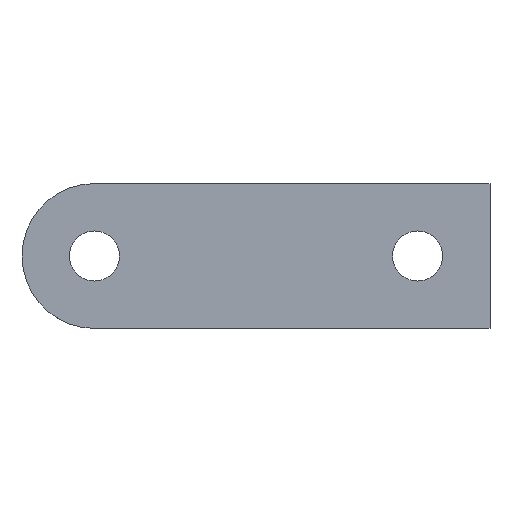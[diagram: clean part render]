
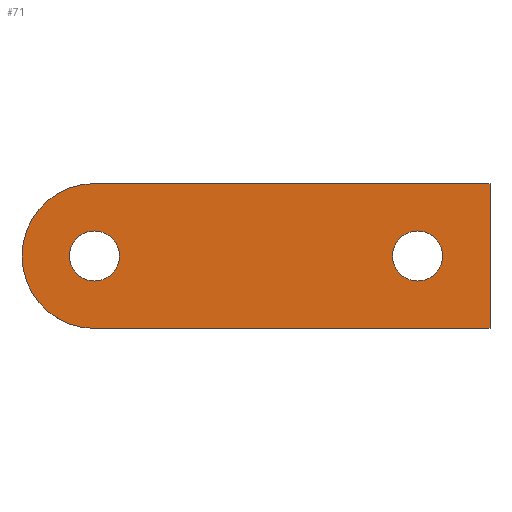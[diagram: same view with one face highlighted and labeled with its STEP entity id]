
A CAD part, top view. The second image highlights one B-rep face of the part: STEP entity #71.
In plain terms, the highlighted planar face has unit normal (0, 0, 1).
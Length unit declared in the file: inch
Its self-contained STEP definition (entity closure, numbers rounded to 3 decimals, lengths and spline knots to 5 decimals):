
#71=ADVANCED_FACE('',(#131,#132,#133),#134,.T.);
#131=FACE_BOUND('',#187,.T.);
#132=FACE_BOUND('',#188,.T.);
#133=FACE_OUTER_BOUND('',#189,.T.);
#134=PLANE('',#190);
#187=EDGE_LOOP('',(#287,#288));
#188=EDGE_LOOP('',(#289,#290));
#189=EDGE_LOOP('',(#291,#292,#293,#294,#295));
#190=AXIS2_PLACEMENT_3D('',#296,#297,#298);
#287=ORIENTED_EDGE('',*,*,#326,.F.);
#288=ORIENTED_EDGE('',*,*,#337,.F.);
#289=ORIENTED_EDGE('',*,*,#335,.F.);
#290=ORIENTED_EDGE('',*,*,#320,.F.);
#291=ORIENTED_EDGE('',*,*,#322,.F.);
#292=ORIENTED_EDGE('',*,*,#303,.F.);
#293=ORIENTED_EDGE('',*,*,#339,.F.);
#294=ORIENTED_EDGE('',*,*,#313,.F.);
#295=ORIENTED_EDGE('',*,*,#311,.F.);
#296=CARTESIAN_POINT('',(0.15738,0.,0.25));
#297=DIRECTION('',(0.0,0.0,1.0));
#298=DIRECTION('',(1.0,0.0,0.0));
#303=EDGE_CURVE('',#342,#343,#344,.T.);
#311=EDGE_CURVE('',#356,#351,#358,.T.);
#313=EDGE_CURVE('',#351,#360,#361,.T.);
#320=EDGE_CURVE('',#371,#367,#373,.T.);
#322=EDGE_CURVE('',#343,#356,#375,.T.);
#326=EDGE_CURVE('',#379,#381,#382,.T.);
#335=EDGE_CURVE('',#367,#371,#392,.T.);
#337=EDGE_CURVE('',#381,#379,#394,.T.);
#339=EDGE_CURVE('',#360,#342,#396,.T.);
#342=VERTEX_POINT('',#399);
#343=VERTEX_POINT('',#400);
#344=LINE('',#401,#402);
#351=VERTEX_POINT('',#412);
#356=VERTEX_POINT('',#418);
#358=CIRCLE('',#421,0.8125);
#360=VERTEX_POINT('',#423);
#361=CIRCLE('',#424,0.8125);
#367=VERTEX_POINT('',#431);
#371=VERTEX_POINT('',#436);
#373=CIRCLE('',#439,0.28125);
#375=LINE('',#441,#442);
#379=VERTEX_POINT('',#447);
#381=VERTEX_POINT('',#450);
#382=CIRCLE('',#451,0.28125);
#392=CIRCLE('',#463,0.28125);
#394=CIRCLE('',#465,0.28125);
#396=LINE('',#467,#468);
#399=CARTESIAN_POINT('',(2.625,0.8125,0.25));
#400=CARTESIAN_POINT('',(2.625,-0.8125,0.25));
#401=CARTESIAN_POINT('',(2.625,0.8125,0.25));
#402=VECTOR('',#470,1.0);
#412=CARTESIAN_POINT('',(-2.625,0.,0.25));
#418=CARTESIAN_POINT('',(-1.8125,-0.8125,0.25));
#421=AXIS2_PLACEMENT_3D('',#479,#480,#481);
#423=CARTESIAN_POINT('',(-1.8125,0.8125,0.25));
#424=AXIS2_PLACEMENT_3D('',#482,#483,#484);
#431=CARTESIAN_POINT('',(-1.53125,0.0,0.25));
#436=CARTESIAN_POINT('',(-2.09375,0.,0.25));
#439=AXIS2_PLACEMENT_3D('',#494,#495,#496);
#441=CARTESIAN_POINT('',(2.625,-0.8125,0.25));
#442=VECTOR('',#497,1.0);
#447=CARTESIAN_POINT('',(2.09375,0.0,0.25));
#450=CARTESIAN_POINT('',(1.53125,0.,0.25));
#451=AXIS2_PLACEMENT_3D('',#500,#501,#502);
#463=AXIS2_PLACEMENT_3D('',#514,#515,#516);
#465=AXIS2_PLACEMENT_3D('',#517,#518,#519);
#467=CARTESIAN_POINT('',(-1.8125,0.8125,0.25));
#468=VECTOR('',#520,1.0);
#470=DIRECTION('',(0.,-1.0,0.0));
#479=CARTESIAN_POINT('',(-1.8125,0.0,0.25));
#480=DIRECTION('',(0.0,0.0,-1.0));
#481=DIRECTION('',(1.0,0.0,0.0));
#482=CARTESIAN_POINT('',(-1.8125,0.0,0.25));
#483=DIRECTION('',(0.0,0.0,-1.0));
#484=DIRECTION('',(1.0,0.0,0.0));
#494=CARTESIAN_POINT('',(-1.8125,0.0,0.25));
#495=DIRECTION('',(0.0,0.0,1.0));
#496=DIRECTION('',(1.0,0.0,0.0));
#497=DIRECTION('',(-1.0,0.,0.0));
#500=CARTESIAN_POINT('',(1.8125,0.0,0.25));
#501=DIRECTION('',(0.0,0.0,1.0));
#502=DIRECTION('',(1.0,0.0,0.0));
#514=CARTESIAN_POINT('',(-1.8125,0.0,0.25));
#515=DIRECTION('',(0.0,0.0,1.0));
#516=DIRECTION('',(1.0,0.0,0.0));
#517=CARTESIAN_POINT('',(1.8125,0.0,0.25));
#518=DIRECTION('',(0.0,0.0,1.0));
#519=DIRECTION('',(1.0,0.0,0.0));
#520=DIRECTION('',(1.0,0.0,0.0));
